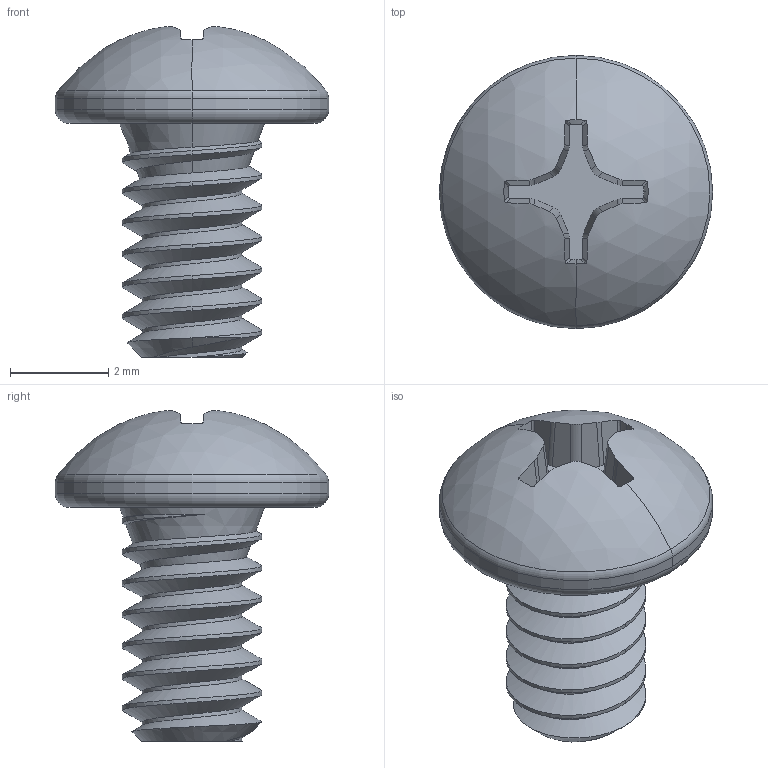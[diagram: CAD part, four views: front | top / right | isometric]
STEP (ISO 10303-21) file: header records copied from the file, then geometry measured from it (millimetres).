
FILE_DESCRIPTION (( 'STEP AP203' ), '1' );
FILE_NAME ('91772A105_Passivated 18-8 Stainless Steel Pan Head Phillips Screw.STEP', '2022-12-02T19:26:16', ( 'Administrator' ), ( 'Managed by Terraform' ), 'SwSTEP 2.0', 'SolidWorks 2017', '' );
FILE_SCHEMA (( 'CONFIG_CONTROL_DESIGN' ));
Length unit declared in the file: inch
Products named in the file (1): 91772A105_Passivated 18-8 Stainless Steel Pan Head Phillips Screw
Bounding box: 5.56 x 5.56 x 6.73 mm (x, y, z)
Volume: 53 mm3; surface area: 130 mm2
Topology: 1 solids, 1 shells, 87 faces, 235 edges, 152 vertices
Faces by surface type: cylinder 30, plane 20, cone 18, bspline 11, torus 6, sphere 2
Entity records: 4098 total; most frequent: CARTESIAN_POINT 2070, ORIENTED_EDGE 470, DIRECTION 346, EDGE_CURVE 235, VERTEX_POINT 152, AXIS2_PLACEMENT_3D 138, EDGE_LOOP 89, FACE_OUTER_BOUND 87
